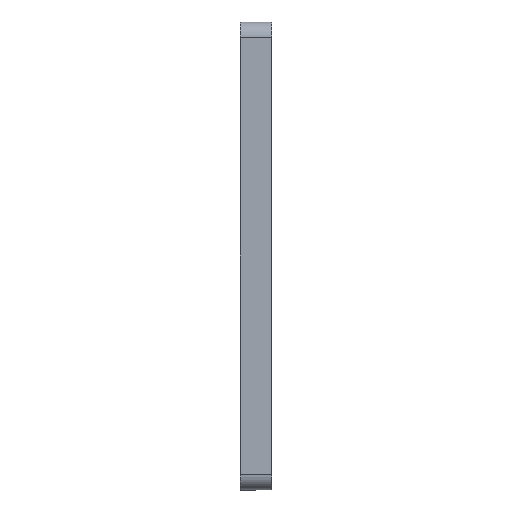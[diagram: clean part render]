
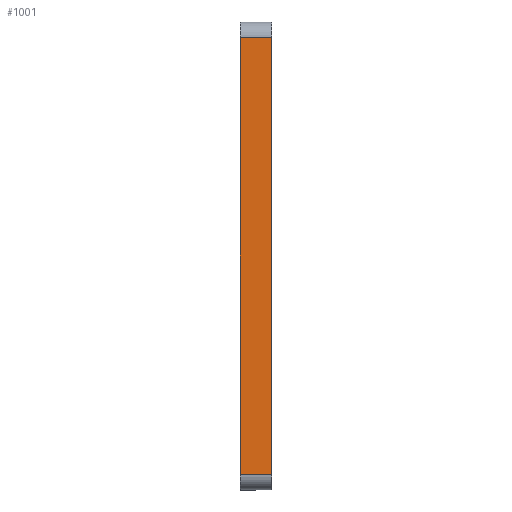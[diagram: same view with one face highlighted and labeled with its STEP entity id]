
A CAD part, left-side view. The second image highlights one B-rep face of the part: STEP entity #1001.
In plain terms, the highlighted face is planar.
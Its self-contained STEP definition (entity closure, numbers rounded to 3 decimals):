
#55 = PLANE('',#56);
#56 = AXIS2_PLACEMENT_3D('',#57,#58,#59);
#57 = CARTESIAN_POINT('',(150.276,19.724,
    0.));
#58 = DIRECTION('',(0.,0.,1.));
#59 = DIRECTION('',(0.,1.,0.));
#111 = PLANE('',#112);
#112 = AXIS2_PLACEMENT_3D('',#113,#114,#115);
#113 = CARTESIAN_POINT('',(150.276,19.724,3.));
#114 = DIRECTION('',(0.,0.,1.));
#115 = DIRECTION('',(0.,1.,0.));
#137 = CYLINDRICAL_SURFACE('',#138,1.5);
#138 = AXIS2_PLACEMENT_3D('',#139,#140,#141);
#139 = CARTESIAN_POINT('',(168.5,1.5,0.));
#140 = DIRECTION('',(0.,0.,1.));
#141 = DIRECTION('',(0.,-1.,0.));
#154 = VERTEX_POINT('',#155);
#155 = CARTESIAN_POINT('',(170.,1.5,0.));
#177 = EDGE_CURVE('',#154,#178,#180,.T.);
#178 = VERTEX_POINT('',#179);
#179 = CARTESIAN_POINT('',(170.,43.5,0.));
#180 = SURFACE_CURVE('',#181,(#185,#192),.PCURVE_S1.);
#181 = LINE('',#182,#183);
#182 = CARTESIAN_POINT('',(170.,0.,0.
    ));
#183 = VECTOR('',#184,1.);
#184 = DIRECTION('',(0.,1.,0.));
#185 = PCURVE('',#55,#186);
#186 = DEFINITIONAL_REPRESENTATION('',(#187),#191);
#187 = LINE('',#188,#189);
#188 = CARTESIAN_POINT('',(-19.724,-19.724));
#189 = VECTOR('',#190,1.);
#190 = DIRECTION('',(1.,0.));
#191 = ( GEOMETRIC_REPRESENTATION_CONTEXT(2) 
PARAMETRIC_REPRESENTATION_CONTEXT() REPRESENTATION_CONTEXT('2D SPACE',''
  ) );
#192 = PCURVE('',#193,#198);
#193 = PLANE('',#194);
#194 = AXIS2_PLACEMENT_3D('',#195,#196,#197);
#195 = CARTESIAN_POINT('',(170.,0.,0.
    ));
#196 = DIRECTION('',(-1.,0.,0.));
#197 = DIRECTION('',(0.,1.,0.));
#198 = DEFINITIONAL_REPRESENTATION('',(#199),#203);
#199 = LINE('',#200,#201);
#200 = CARTESIAN_POINT('',(0.,0.));
#201 = VECTOR('',#202,1.);
#202 = DIRECTION('',(1.,0.));
#203 = ( GEOMETRIC_REPRESENTATION_CONTEXT(2) 
PARAMETRIC_REPRESENTATION_CONTEXT() REPRESENTATION_CONTEXT('2D SPACE',''
  ) );
#222 = CYLINDRICAL_SURFACE('',#223,1.5);
#223 = AXIS2_PLACEMENT_3D('',#224,#225,#226);
#224 = CARTESIAN_POINT('',(168.5,43.5,0.));
#225 = DIRECTION('',(0.,0.,1.));
#226 = DIRECTION('',(1.,0.,0.));
#623 = EDGE_CURVE('',#154,#624,#626,.T.);
#624 = VERTEX_POINT('',#625);
#625 = CARTESIAN_POINT('',(170.,1.5,3.));
#626 = SURFACE_CURVE('',#627,(#631,#638),.PCURVE_S1.);
#627 = LINE('',#628,#629);
#628 = CARTESIAN_POINT('',(170.,1.5,0.));
#629 = VECTOR('',#630,1.);
#630 = DIRECTION('',(0.,0.,1.));
#631 = PCURVE('',#137,#632);
#632 = DEFINITIONAL_REPRESENTATION('',(#633),#637);
#633 = LINE('',#634,#635);
#634 = CARTESIAN_POINT('',(1.571,0.));
#635 = VECTOR('',#636,1.);
#636 = DIRECTION('',(0.,1.));
#637 = ( GEOMETRIC_REPRESENTATION_CONTEXT(2) 
PARAMETRIC_REPRESENTATION_CONTEXT() REPRESENTATION_CONTEXT('2D SPACE',''
  ) );
#638 = PCURVE('',#193,#639);
#639 = DEFINITIONAL_REPRESENTATION('',(#640),#644);
#640 = LINE('',#641,#642);
#641 = CARTESIAN_POINT('',(1.5,0.));
#642 = VECTOR('',#643,1.);
#643 = DIRECTION('',(0.,-1.));
#644 = ( GEOMETRIC_REPRESENTATION_CONTEXT(2) 
PARAMETRIC_REPRESENTATION_CONTEXT() REPRESENTATION_CONTEXT('2D SPACE',''
  ) );
#674 = EDGE_CURVE('',#624,#675,#677,.T.);
#675 = VERTEX_POINT('',#676);
#676 = CARTESIAN_POINT('',(170.,43.5,3.));
#677 = SURFACE_CURVE('',#678,(#682,#689),.PCURVE_S1.);
#678 = LINE('',#679,#680);
#679 = CARTESIAN_POINT('',(170.,0.,3.));
#680 = VECTOR('',#681,1.);
#681 = DIRECTION('',(0.,1.,0.));
#682 = PCURVE('',#111,#683);
#683 = DEFINITIONAL_REPRESENTATION('',(#684),#688);
#684 = LINE('',#685,#686);
#685 = CARTESIAN_POINT('',(-19.724,-19.724));
#686 = VECTOR('',#687,1.);
#687 = DIRECTION('',(1.,0.));
#688 = ( GEOMETRIC_REPRESENTATION_CONTEXT(2) 
PARAMETRIC_REPRESENTATION_CONTEXT() REPRESENTATION_CONTEXT('2D SPACE',''
  ) );
#689 = PCURVE('',#193,#690);
#690 = DEFINITIONAL_REPRESENTATION('',(#691),#695);
#691 = LINE('',#692,#693);
#692 = CARTESIAN_POINT('',(0.,-3.));
#693 = VECTOR('',#694,1.);
#694 = DIRECTION('',(1.,0.));
#695 = ( GEOMETRIC_REPRESENTATION_CONTEXT(2) 
PARAMETRIC_REPRESENTATION_CONTEXT() REPRESENTATION_CONTEXT('2D SPACE',''
  ) );
#1001 = ADVANCED_FACE('',(#1002),#193,.F.);
#1002 = FACE_BOUND('',#1003,.F.);
#1003 = EDGE_LOOP('',(#1004,#1005,#1006,#1007));
#1004 = ORIENTED_EDGE('',*,*,#177,.F.);
#1005 = ORIENTED_EDGE('',*,*,#623,.T.);
#1006 = ORIENTED_EDGE('',*,*,#674,.T.);
#1007 = ORIENTED_EDGE('',*,*,#1008,.F.);
#1008 = EDGE_CURVE('',#178,#675,#1009,.T.);
#1009 = SURFACE_CURVE('',#1010,(#1014,#1021),.PCURVE_S1.);
#1010 = LINE('',#1011,#1012);
#1011 = CARTESIAN_POINT('',(170.,43.5,0.));
#1012 = VECTOR('',#1013,1.);
#1013 = DIRECTION('',(0.,0.,1.));
#1014 = PCURVE('',#193,#1015);
#1015 = DEFINITIONAL_REPRESENTATION('',(#1016),#1020);
#1016 = LINE('',#1017,#1018);
#1017 = CARTESIAN_POINT('',(43.5,0.));
#1018 = VECTOR('',#1019,1.);
#1019 = DIRECTION('',(0.,-1.));
#1020 = ( GEOMETRIC_REPRESENTATION_CONTEXT(2) 
PARAMETRIC_REPRESENTATION_CONTEXT() REPRESENTATION_CONTEXT('2D SPACE',''
  ) );
#1021 = PCURVE('',#222,#1022);
#1022 = DEFINITIONAL_REPRESENTATION('',(#1023),#1027);
#1023 = LINE('',#1024,#1025);
#1024 = CARTESIAN_POINT('',(0.,0.));
#1025 = VECTOR('',#1026,1.);
#1026 = DIRECTION('',(0.,1.));
#1027 = ( GEOMETRIC_REPRESENTATION_CONTEXT(2) 
PARAMETRIC_REPRESENTATION_CONTEXT() REPRESENTATION_CONTEXT('2D SPACE',''
  ) );
